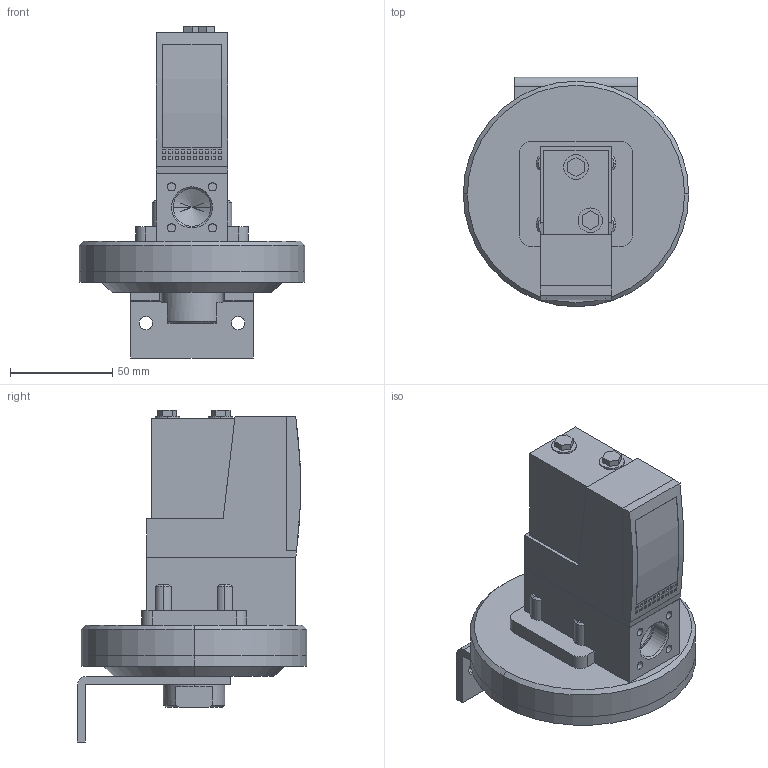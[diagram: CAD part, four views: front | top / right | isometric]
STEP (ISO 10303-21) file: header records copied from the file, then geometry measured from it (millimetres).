
FILE_DESCRIPTION(('starvars output'),'2;1');
FILE_NAME('cv20200406034913000007566.stp','03:49:14 2020/04/06',( 'Thomas Industrial Network Germany GmbH'),( 'Thomas Industrial Network Germany GmbH'),'unknown preprocess','ACIS' ,'unknown authorization');
FILE_SCHEMA(('AUTOMOTIVE_DESIGN_CC2 {UNKNOWN IMPLEMENTATION LEVEL}'));
Length unit declared in the file: millimetre
Products named in the file (1): PRODUCT_ID_1
Bounding box: 110 x 112 x 162 mm (x, y, z)
Volume: 500223.5 mm3; surface area: 60531.8 mm2
Topology: 1 solids, 1 shells, 252 faces, 619 edges, 404 vertices
Faces by surface type: plane 177, cylinder 49, cone 26
Entity records: 8988 total; most frequent: ORIENTED_EDGE 1230, CARTESIAN_POINT 1195, DIRECTION 1085, EDGE_CURVE 615, VECTOR 425, LINE 425, VERTEX_POINT 404, AXIS2_PLACEMENT_3D 330
